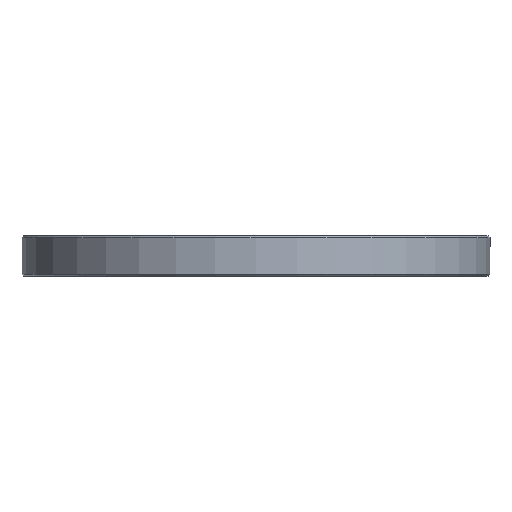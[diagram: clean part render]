
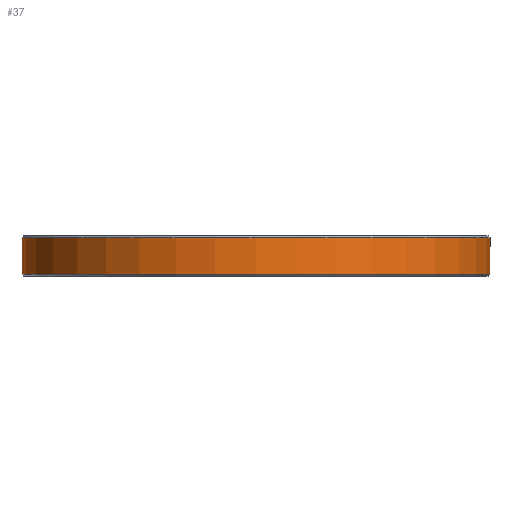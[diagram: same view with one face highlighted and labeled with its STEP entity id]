
A CAD part, left-side view. The second image highlights one B-rep face of the part: STEP entity #37.
In plain terms, the highlighted cylindrical face has radius 73.025 mm (diameter 146.05 mm), a partial arc.
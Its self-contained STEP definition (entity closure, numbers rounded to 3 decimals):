
#13 = CIRCLE ( 'NONE', #396, 73.025 ) ;
#18 = DIRECTION ( 'NONE',  ( 0., -1., 0. ) ) ;
#37 = ADVANCED_FACE ( 'NONE', ( #285 ), #375, .T. ) ;
#42 = VECTOR ( 'NONE', #304, 1000. ) ;
#48 = EDGE_LOOP ( 'NONE', ( #658, #221, #598, #413 ) ) ;
#105 = CARTESIAN_POINT ( 'NONE',  ( -0.05, 73.025, 0.6 ) ) ;
#120 = EDGE_CURVE ( 'NONE', #244, #300, #13, .T. ) ;
#129 = AXIS2_PLACEMENT_3D ( 'NONE', #560, #418, #458 ) ;
#165 = CARTESIAN_POINT ( 'NONE',  ( -0.05, 73.025, 12.1 ) ) ;
#196 = DIRECTION ( 'NONE',  ( 0., 0., -1. ) ) ;
#204 = CARTESIAN_POINT ( 'NONE',  ( 0., -73.025, 0. ) ) ;
#210 = CARTESIAN_POINT ( 'NONE',  ( -0.05, 73.025, 0. ) ) ;
#221 = ORIENTED_EDGE ( 'NONE', *, *, #628, .T. ) ;
#242 = CARTESIAN_POINT ( 'NONE',  ( 0., 0., 0.6 ) ) ;
#244 = VERTEX_POINT ( 'NONE', #448 ) ;
#280 = VERTEX_POINT ( 'NONE', #350 ) ;
#285 = FACE_OUTER_BOUND ( 'NONE', #48, .T. ) ;
#300 = VERTEX_POINT ( 'NONE', #105 ) ;
#304 = DIRECTION ( 'NONE',  ( 0., 0., -1. ) ) ;
#330 = DIRECTION ( 'NONE',  ( 0., 0., 1. ) ) ;
#350 = CARTESIAN_POINT ( 'NONE',  ( 0., -73.025, 12.1 ) ) ;
#354 = LINE ( 'NONE', #204, #363 ) ;
#356 = DIRECTION ( 'NONE',  ( 0., 0., 1. ) ) ;
#363 = VECTOR ( 'NONE', #356, 1000. ) ;
#375 = CYLINDRICAL_SURFACE ( 'NONE', #626, 73.025 ) ;
#396 = AXIS2_PLACEMENT_3D ( 'NONE', #242, #196, #444 ) ;
#413 = ORIENTED_EDGE ( 'NONE', *, *, #584, .T. ) ;
#418 = DIRECTION ( 'NONE',  ( 0., 0., 1. ) ) ;
#434 = CIRCLE ( 'NONE', #129, 73.025 ) ;
#444 = DIRECTION ( 'NONE',  ( -1., 0., 0. ) ) ;
#448 = CARTESIAN_POINT ( 'NONE',  ( 0., -73.025, 0.6 ) ) ;
#458 = DIRECTION ( 'NONE',  ( -1., 0., 0. ) ) ;
#519 = VERTEX_POINT ( 'NONE', #165 ) ;
#560 = CARTESIAN_POINT ( 'NONE',  ( 0., 0., 12.1 ) ) ;
#566 = EDGE_CURVE ( 'NONE', #519, #280, #434, .T. ) ;
#574 = CARTESIAN_POINT ( 'NONE',  ( 0., 0., 0. ) ) ;
#584 = EDGE_CURVE ( 'NONE', #519, #300, #648, .T. ) ;
#598 = ORIENTED_EDGE ( 'NONE', *, *, #566, .F. ) ;
#626 = AXIS2_PLACEMENT_3D ( 'NONE', #574, #330, #18 ) ;
#628 = EDGE_CURVE ( 'NONE', #244, #280, #354, .T. ) ;
#648 = LINE ( 'NONE', #210, #42 ) ;
#658 = ORIENTED_EDGE ( 'NONE', *, *, #120, .F. ) ;
